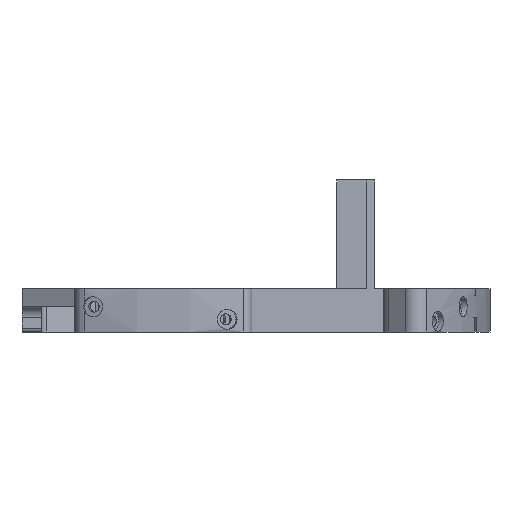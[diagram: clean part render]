
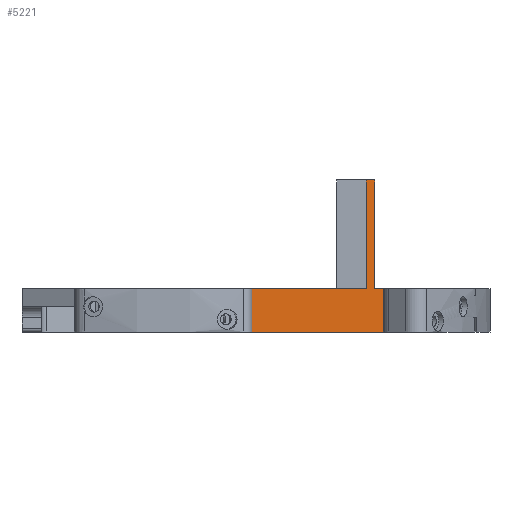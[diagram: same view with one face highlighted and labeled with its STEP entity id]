
A CAD part, left-side view. The second image highlights one B-rep face of the part: STEP entity #5221.
In plain terms, the highlighted planar face has unit normal (-0.688, -0.725, 0).
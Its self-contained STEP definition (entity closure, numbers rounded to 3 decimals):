
#236=PLANE('',#5678);
#485=FACE_OUTER_BOUND('',#789,.T.);
#789=EDGE_LOOP('',(#4619,#4620,#4621,#4622,#4623,#4624,#4625,#4626));
#929=LINE('',#7792,#1430);
#976=LINE('',#7894,#1477);
#982=LINE('',#7905,#1483);
#984=LINE('',#7910,#1485);
#992=LINE('',#7926,#1493);
#1026=LINE('',#8024,#1527);
#1112=LINE('',#8281,#1613);
#1314=LINE('',#8876,#1815);
#1430=VECTOR('',#6065,10.);
#1477=VECTOR('',#6128,10.);
#1483=VECTOR('',#6136,10.);
#1485=VECTOR('',#6140,10.);
#1493=VECTOR('',#6154,10.);
#1527=VECTOR('',#6224,10.);
#1613=VECTOR('',#6460,10.);
#1815=VECTOR('',#7030,10.);
#2188=VERTEX_POINT('',#7789);
#2189=VERTEX_POINT('',#7791);
#2235=VERTEX_POINT('',#7891);
#2236=VERTEX_POINT('',#7893);
#2240=VERTEX_POINT('',#7903);
#2241=VERTEX_POINT('',#7907);
#2247=VERTEX_POINT('',#7925);
#2293=VERTEX_POINT('',#8022);
#2711=EDGE_CURVE('',#2189,#2188,#929,.T.);
#2762=EDGE_CURVE('',#2236,#2235,#976,.T.);
#2768=EDGE_CURVE('',#2240,#2235,#982,.T.);
#2770=EDGE_CURVE('',#2241,#2240,#984,.T.);
#2778=EDGE_CURVE('',#2236,#2247,#992,.T.);
#2829=EDGE_CURVE('',#2293,#2241,#1026,.T.);
#2955=EDGE_CURVE('',#2189,#2293,#1112,.T.);
#3203=EDGE_CURVE('',#2188,#2247,#1314,.T.);
#4619=ORIENTED_EDGE('',*,*,#2711,.T.);
#4620=ORIENTED_EDGE('',*,*,#3203,.T.);
#4621=ORIENTED_EDGE('',*,*,#2778,.F.);
#4622=ORIENTED_EDGE('',*,*,#2762,.T.);
#4623=ORIENTED_EDGE('',*,*,#2768,.F.);
#4624=ORIENTED_EDGE('',*,*,#2770,.F.);
#4625=ORIENTED_EDGE('',*,*,#2829,.F.);
#4626=ORIENTED_EDGE('',*,*,#2955,.F.);
#5221=ADVANCED_FACE('',(#485),#236,.T.);
#5678=AXIS2_PLACEMENT_3D('',#8889,#7050,#7051);
#6065=DIRECTION('',(0.725,-0.688,0.));
#6128=DIRECTION('',(0.,0.,1.));
#6136=DIRECTION('',(0.725,-0.688,0.));
#6140=DIRECTION('',(0.,0.,1.));
#6154=DIRECTION('',(0.725,-0.688,0.));
#6224=DIRECTION('',(0.725,-0.688,0.));
#6460=DIRECTION('',(0.,0.,1.));
#7030=DIRECTION('',(0.,0.,1.));
#7050=DIRECTION('center_axis',(-0.688,-0.725,0.));
#7051=DIRECTION('ref_axis',(0.725,-0.688,0.));
#7789=CARTESIAN_POINT('',(-17.079,-56.766,0.));
#7791=CARTESIAN_POINT('',(-64.96,-11.33,0.));
#7792=CARTESIAN_POINT('',(-64.96,-11.33,0.));
#7891=CARTESIAN_POINT('',(-19.993,-54.,42.));
#7893=CARTESIAN_POINT('',(-19.993,-54.,12.));
#7894=CARTESIAN_POINT('',(-19.993,-54.,12.));
#7903=CARTESIAN_POINT('',(-22.5,-51.621,42.));
#7905=CARTESIAN_POINT('',(-64.96,-11.33,42.));
#7907=CARTESIAN_POINT('',(-22.5,-51.621,12.));
#7910=CARTESIAN_POINT('',(-22.5,-51.621,12.));
#7925=CARTESIAN_POINT('',(-17.079,-56.766,12.));
#7926=CARTESIAN_POINT('',(-64.96,-11.33,12.));
#8022=CARTESIAN_POINT('',(-64.96,-11.33,12.));
#8024=CARTESIAN_POINT('',(-64.96,-11.33,12.));
#8281=CARTESIAN_POINT('',(-64.96,-11.33,0.));
#8876=CARTESIAN_POINT('',(-17.079,-56.766,0.));
#8889=CARTESIAN_POINT('Origin',(-64.96,-11.33,0.));
